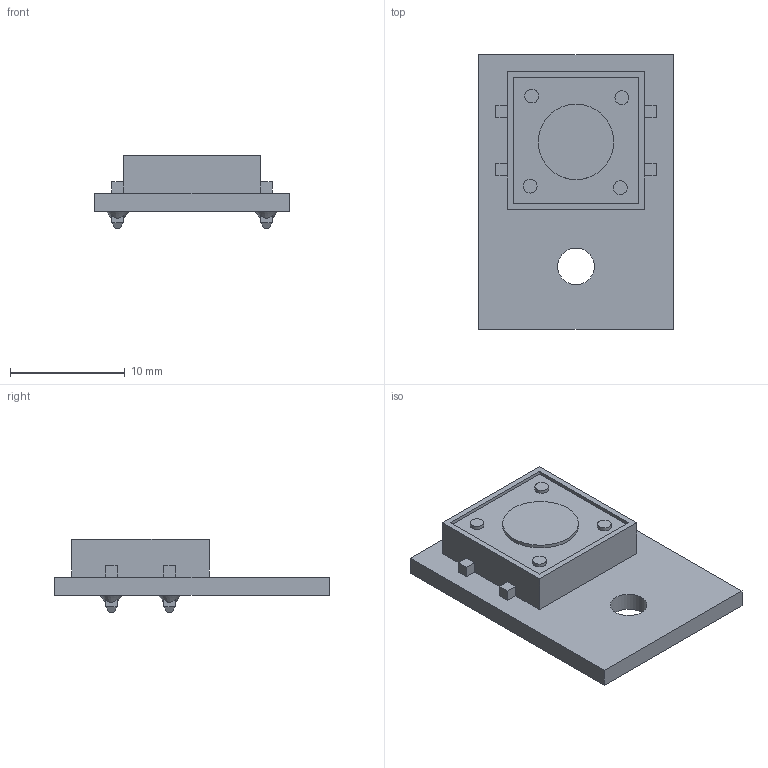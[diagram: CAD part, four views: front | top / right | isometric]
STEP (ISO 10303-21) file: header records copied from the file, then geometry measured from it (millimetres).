
FILE_DESCRIPTION(/* description */ (''),/* implementation_level */ '2;1');
FILE_NAME(/* name */ 'Taster Hardreset.stp',/* time_stamp */ '2019-09-07T18:05:44+02:00',/* author */ ('7800mbz'),/* organization */ (''),/* preprocessor_version */ 'ST-DEVELOPER v17',/* originating_system */ 'Autodesk Inventor 2019',/* authorisation */ '');
FILE_SCHEMA (('AUTOMOTIVE_DESIGN { 1 0 10303 214 3 1 1 }'));
Length unit declared in the file: millimetre
Products named in the file (1): Taster Hardreset
Bounding box: 17 x 24 x 6.4 mm (x, y, z)
Volume: 1101.5 mm3; surface area: 1153.2 mm2
Topology: 1 solids, 1 shells, 83 faces, 194 edges, 124 vertices
Faces by surface type: plane 73, cylinder 6, cone 4
Full cylindrical faces by diameter (mm): 1.2 x4, 3.2 x1, 6.6 x1
Entity records: 2429 total; most frequent: CARTESIAN_POINT 442, ORIENTED_EDGE 388, DIRECTION 358, EDGE_CURVE 194, LINE 158, VECTOR 158, VERTEX_POINT 124, AXIS2_PLACEMENT_3D 100
